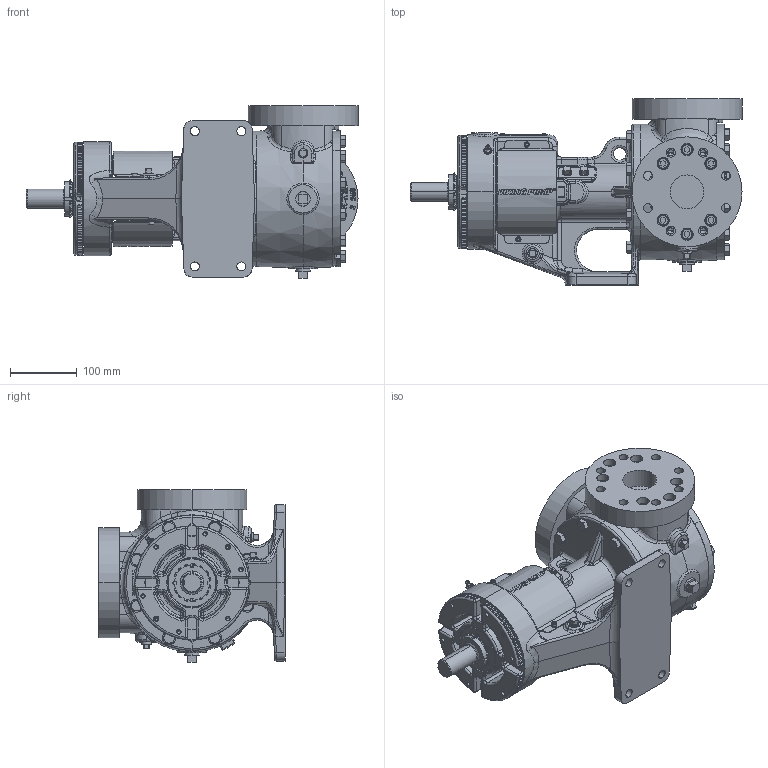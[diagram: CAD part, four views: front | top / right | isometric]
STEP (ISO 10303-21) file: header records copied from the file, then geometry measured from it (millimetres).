
FILE_DESCRIPTION (( 'STEP AP214' ), '1' );
FILE_NAME ('KV-2746.step', '2025-12-05T02:50:04', ( '' ), ( '' ), 'SwSTEP 2.0', 'SolidWorks 2024', '' );
FILE_SCHEMA (( 'AUTOMOTIVE_DESIGN' ));
Length unit declared in the file: millimetre
Products named in the file (1): KV-2746
Bounding box: 498.58 x 279.4 x 258.95 mm (x, y, z)
Volume: 8998865.9 mm3; surface area: 684923.6 mm2
Topology: 1 solids, 1 shells, 4362 faces, 11090 edges, 6962 vertices
Faces by surface type: plane 1507, bspline 1281, cone 777, cylinder 609, torus 129, sphere 59
Entity records: 190186 total; most frequent: CARTESIAN_POINT 95494, ORIENTED_EDGE 21998, DIRECTION 15998, EDGE_CURVE 10999, VERTEX_POINT 6953, AXIS2_PLACEMENT_3D 5856, EDGE_LOOP 4712, ADVANCED_FACE 4360
